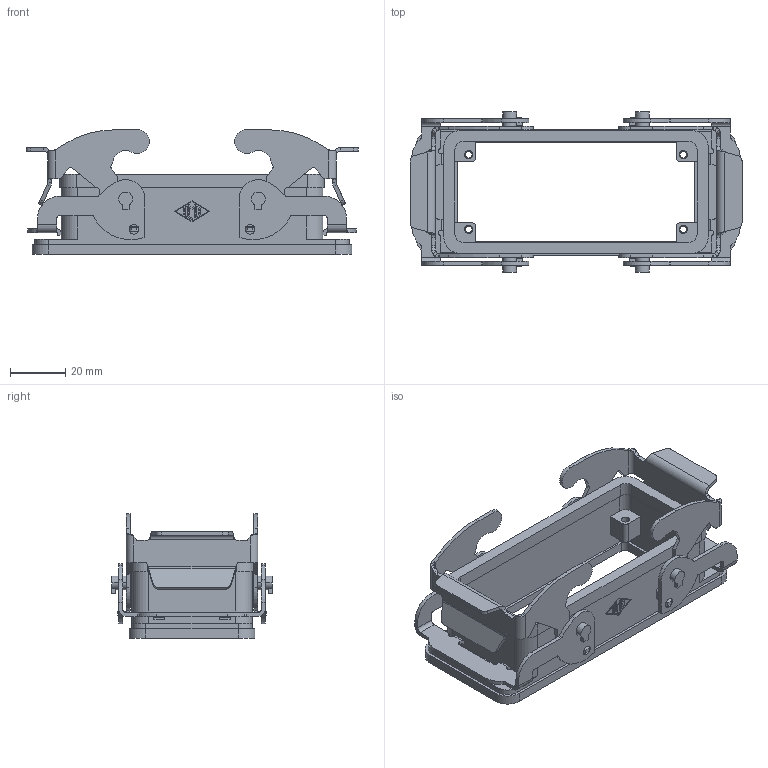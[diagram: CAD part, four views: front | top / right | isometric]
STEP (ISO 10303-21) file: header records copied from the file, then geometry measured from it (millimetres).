
FILE_DESCRIPTION(('Creo Elements/Direct Modeling STEP Export'),'2;1');
FILE_NAME('JCVI_16.stp','2014-03-26T16:02:27',(''),(''),'Creo Elements/Direct Modeling STEP processor for AP214 (Solid Model)','Creo Elements/Direct Modeling 18.0B 02-Dec-2011 (C) Parametric Technology GmbH','');
FILE_SCHEMA(('AUTOMOTIVE_DESIGN { 1 0 10303 214 1 1 1 1 }'));
Length unit declared in the file: millimetre
Products named in the file (4): p1; p2; p3; JCVI_16
Assembly tree (3 placements, depth 2):
  JCVI_16
    p3
    p2
    p1
Bounding box: 119.97 x 58 x 45 mm (x, y, z)
Volume: 42238.4 mm3; surface area: 37579.3 mm2
Topology: 3 solids, 3 shells, 597 faces, 1671 edges, 1106 vertices
Faces by surface type: plane 295, cylinder 274, bspline 28
Entity records: 25488 total; most frequent: CARTESIAN_POINT 9812, ORIENTED_EDGE 3342, DIRECTION 3181, EDGE_CURVE 1671, VERTEX_POINT 1106, VECTOR 1075, LINE 1075, AXIS2_PLACEMENT_3D 1053
